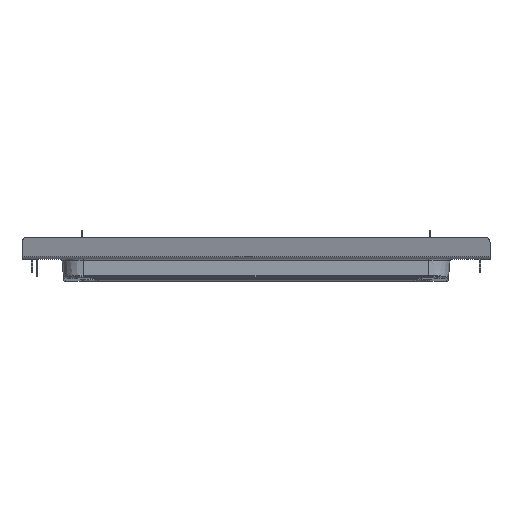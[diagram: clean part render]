
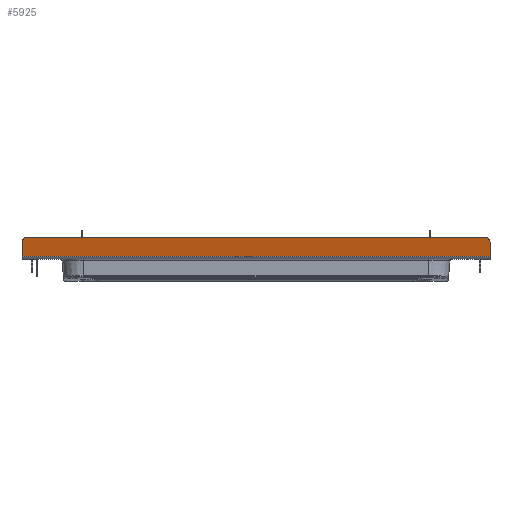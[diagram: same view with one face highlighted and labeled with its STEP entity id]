
A CAD part, top view. The second image highlights one B-rep face of the part: STEP entity #5925.
In plain terms, the highlighted planar face has unit normal (0, -0.259, 0.966).
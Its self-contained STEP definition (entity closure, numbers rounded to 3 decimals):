
#536=DIRECTION('',(0.,-0.966,-0.259));
#537=VECTOR('',#536,5.411);
#538=CARTESIAN_POINT('',(-89.,15.965,55.179));
#539=LINE('',#538,#537);
#558=DIRECTION('',(0.,0.966,0.259));
#559=VECTOR('',#558,5.411);
#560=CARTESIAN_POINT('',(89.,10.738,53.778));
#561=LINE('',#560,#559);
#1167=DIRECTION('',(1.,0.,0.));
#1168=VECTOR('',#1167,178.);
#1169=CARTESIAN_POINT('',(-89.,10.738,53.778));
#1170=LINE('',#1169,#1168);
#1175=CARTESIAN_POINT('',(87.,15.965,55.179));
#1176=DIRECTION('',(0.,0.259,-0.966));
#1177=DIRECTION('',(0.,0.966,0.259));
#1178=AXIS2_PLACEMENT_3D('',#1175,#1176,#1177);
#1180=CARTESIAN_POINT('',(-87.,15.965,55.179));
#1181=DIRECTION('',(0.,0.259,-0.966));
#1182=DIRECTION('',(-1.,0.,0.));
#1183=AXIS2_PLACEMENT_3D('',#1180,#1181,#1182);
#1189=DIRECTION('',(-1.,0.,0.));
#1190=VECTOR('',#1189,174.);
#1191=CARTESIAN_POINT('',(87.,17.896,55.696));
#1192=LINE('',#1191,#1190);
#4251=CARTESIAN_POINT('',(-89.,15.965,55.179));
#4252=VERTEX_POINT('',#4251);
#4253=CARTESIAN_POINT('',(-89.,10.738,53.778));
#4254=VERTEX_POINT('',#4253);
#4367=CARTESIAN_POINT('',(89.,10.738,53.778));
#4368=VERTEX_POINT('',#4367);
#4369=CARTESIAN_POINT('',(89.,15.965,55.179));
#4370=VERTEX_POINT('',#4369);
#4383=CARTESIAN_POINT('',(87.,17.896,55.696));
#4384=VERTEX_POINT('',#4383);
#4385=CARTESIAN_POINT('',(-87.,17.896,55.696));
#4386=VERTEX_POINT('',#4385);
#5909=CARTESIAN_POINT('',(89.,9.7,53.5));
#5910=DIRECTION('',(0.,-0.259,0.966));
#5911=DIRECTION('',(0.,0.966,0.259));
#5912=AXIS2_PLACEMENT_3D('',#5909,#5910,#5911);
#5913=PLANE('',#5912);
#5915=ORIENTED_EDGE('',*,*,#5914,.T.);
#5916=ORIENTED_EDGE('',*,*,#4960,.F.);
#5917=ORIENTED_EDGE('',*,*,#5901,.F.);
#5918=ORIENTED_EDGE('',*,*,#4928,.F.);
#5920=ORIENTED_EDGE('',*,*,#5919,.T.);
#5922=ORIENTED_EDGE('',*,*,#5921,.F.);
#5923=EDGE_LOOP('',(#5915,#5916,#5917,#5918,#5920,#5922));
#5924=FACE_OUTER_BOUND('',#5923,.F.);
#1179=CIRCLE('',#1178,2.);
#1184=CIRCLE('',#1183,2.);
#4928=EDGE_CURVE('',#4252,#4254,#539,.T.);
#4960=EDGE_CURVE('',#4368,#4370,#561,.T.);
#5901=EDGE_CURVE('',#4254,#4368,#1170,.T.);
#5914=EDGE_CURVE('',#4384,#4370,#1179,.T.);
#5919=EDGE_CURVE('',#4252,#4386,#1184,.T.);
#5921=EDGE_CURVE('',#4384,#4386,#1192,.T.);
#5925=ADVANCED_FACE('',(#5924),#5913,.T.);
